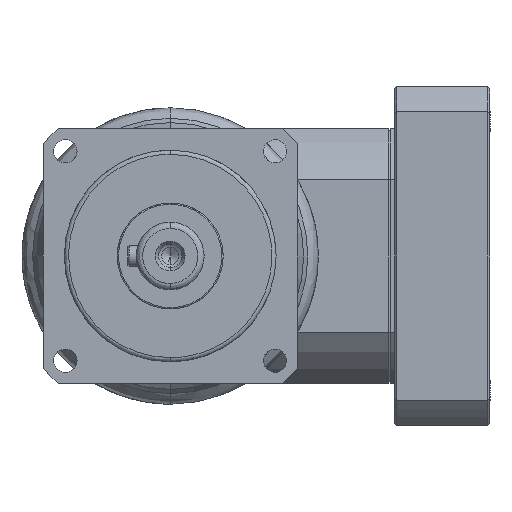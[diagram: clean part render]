
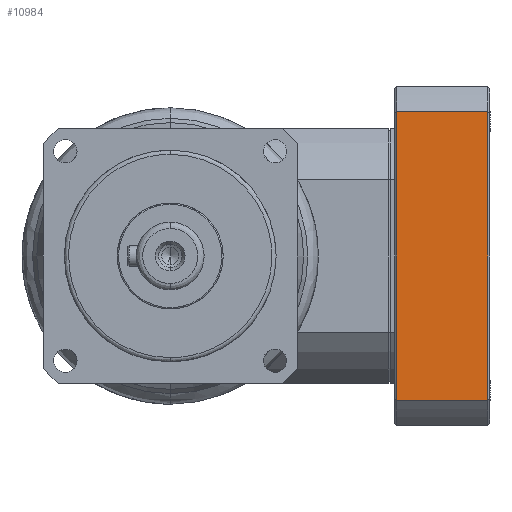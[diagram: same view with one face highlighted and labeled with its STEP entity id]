
A CAD part, left-side view. The second image highlights one B-rep face of the part: STEP entity #10984.
In plain terms, the highlighted face is planar.
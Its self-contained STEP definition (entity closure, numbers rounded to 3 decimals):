
#951 = AXIS2_PLACEMENT_3D ( 'NONE', #9881, #21586, #11585 ) ;
#1735 = CARTESIAN_POINT ( 'NONE',  ( 1.5, -40., 34.004 ) ) ;
#2080 = DIRECTION ( 'NONE',  ( 0., 0., 1. ) ) ;
#3136 = CARTESIAN_POINT ( 'NONE',  ( 23., -40., -34.004 ) ) ;
#3763 = CARTESIAN_POINT ( 'NONE',  ( 1.5, -40., 20. ) ) ;
#4829 = CARTESIAN_POINT ( 'NONE',  ( 23.5, -40., -34.004 ) ) ;
#5174 = VECTOR ( 'NONE', #16831, 1000. ) ;
#5422 = DIRECTION ( 'NONE',  ( -1., 0., 0. ) ) ;
#5723 = LINE ( 'NONE', #18547, #5174 ) ;
#6100 = VECTOR ( 'NONE', #21737, 1000. ) ;
#6149 = EDGE_CURVE ( 'NONE', #12756, #16556, #19601, .T. ) ;
#6282 = ORIENTED_EDGE ( 'NONE', *, *, #6149, .F. ) ;
#7772 = EDGE_CURVE ( 'NONE', #12756, #9321, #5723, .T. ) ;
#8025 = FACE_OUTER_BOUND ( 'NONE', #17782, .T. ) ;
#8082 = ORIENTED_EDGE ( 'NONE', *, *, #13256, .T. ) ;
#8160 = VERTEX_POINT ( 'NONE', #1735 ) ;
#9321 = VERTEX_POINT ( 'NONE', #12692 ) ;
#9751 = EDGE_CURVE ( 'NONE', #16556, #8160, #12442, .T. ) ;
#9881 = CARTESIAN_POINT ( 'NONE',  ( 0., -40., 40. ) ) ;
#10984 = ADVANCED_FACE ( 'NONE', ( #8025 ), #13173, .T. ) ;
#11134 = VECTOR ( 'NONE', #5422, 1000. ) ;
#11585 = DIRECTION ( 'NONE',  ( 0., 0., -1. ) ) ;
#12442 = LINE ( 'NONE', #3763, #16346 ) ;
#12692 = CARTESIAN_POINT ( 'NONE',  ( 23., -40., 34.004 ) ) ;
#12756 = VERTEX_POINT ( 'NONE', #3136 ) ;
#13173 = PLANE ( 'NONE',  #951 ) ;
#13256 = EDGE_CURVE ( 'NONE', #9321, #8160, #20033, .T. ) ;
#16346 = VECTOR ( 'NONE', #2080, 1000. ) ;
#16556 = VERTEX_POINT ( 'NONE', #17201 ) ;
#16831 = DIRECTION ( 'NONE',  ( 0., 0., 1. ) ) ;
#17201 = CARTESIAN_POINT ( 'NONE',  ( 1.5, -40., -34.004 ) ) ;
#17257 = CARTESIAN_POINT ( 'NONE',  ( 0., -40., 34.004 ) ) ;
#17782 = EDGE_LOOP ( 'NONE', ( #19128, #8082, #20584, #6282 ) ) ;
#18547 = CARTESIAN_POINT ( 'NONE',  ( 23., -40., 40. ) ) ;
#19128 = ORIENTED_EDGE ( 'NONE', *, *, #7772, .T. ) ;
#19601 = LINE ( 'NONE', #4829, #6100 ) ;
#20033 = LINE ( 'NONE', #17257, #11134 ) ;
#20584 = ORIENTED_EDGE ( 'NONE', *, *, #9751, .F. ) ;
#21586 = DIRECTION ( 'NONE',  ( 0., -1., 0. ) ) ;
#21737 = DIRECTION ( 'NONE',  ( -1., 0., 0. ) ) ;
